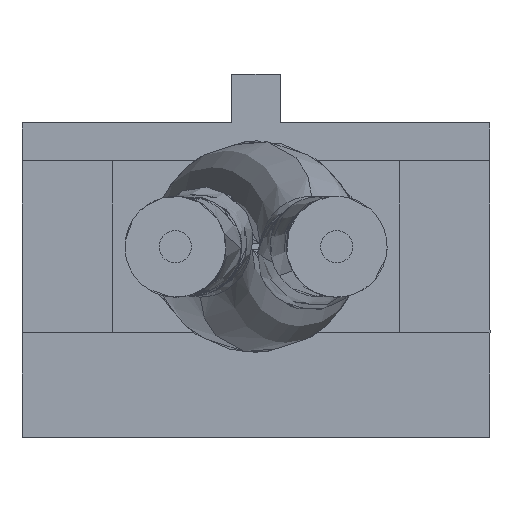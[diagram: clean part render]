
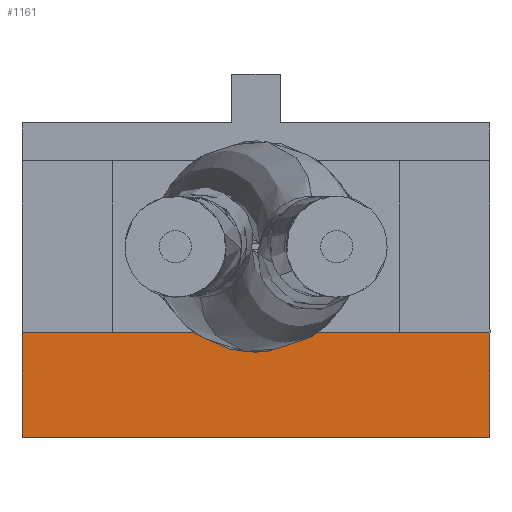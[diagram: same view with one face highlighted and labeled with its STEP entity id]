
A CAD part, front view. The second image highlights one B-rep face of the part: STEP entity #1161.
In plain terms, the highlighted face is planar.
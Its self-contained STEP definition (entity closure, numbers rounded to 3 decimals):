
#381 = CARTESIAN_POINT ( 'NONE',  ( -2.475, 1.875, -2.925 ) ) ;
#502 = DIRECTION ( 'NONE',  ( 1., 0., 0. ) ) ;
#510 = ORIENTED_EDGE ( 'NONE', *, *, #6206, .F. ) ;
#557 = ORIENTED_EDGE ( 'NONE', *, *, #2063, .F. ) ;
#765 = DIRECTION ( 'NONE',  ( -1., 0., 0. ) ) ;
#817 = EDGE_CURVE ( 'NONE', #1883, #3081, #3000, .T. ) ;
#1012 = LINE ( 'NONE', #4159, #2289 ) ;
#1085 = EDGE_CURVE ( 'NONE', #3081, #4051, #3901, .T. ) ;
#1090 = CARTESIAN_POINT ( 'NONE',  ( -5.15, 1.875, -2.925 ) ) ;
#1161 = ADVANCED_FACE ( 'NONE', ( #1168 ), #2288, .F. ) ;
#1168 = FACE_OUTER_BOUND ( 'NONE', #5922, .T. ) ;
#1238 = CARTESIAN_POINT ( 'NONE',  ( -5.15, 1.875, -2.925 ) ) ;
#1358 = ORIENTED_EDGE ( 'NONE', *, *, #817, .F. ) ;
#1401 = CARTESIAN_POINT ( 'NONE',  ( -5.15, 1.875, -2.925 ) ) ;
#1461 = LINE ( 'NONE', #1589, #4044 ) ;
#1560 = CARTESIAN_POINT ( 'NONE',  ( -5.15, 0.575, -2.925 ) ) ;
#1585 = LINE ( 'NONE', #1969, #4170 ) ;
#1589 = CARTESIAN_POINT ( 'NONE',  ( -5.15, 1.875, -2.925 ) ) ;
#1711 = VECTOR ( 'NONE', #2040, 1000. ) ;
#1755 = AXIS2_PLACEMENT_3D ( 'NONE', #5280, #5305, #502 ) ;
#1883 = VERTEX_POINT ( 'NONE', #6050 ) ;
#1969 = CARTESIAN_POINT ( 'NONE',  ( -5.15, 1.875, -2.925 ) ) ;
#2040 = DIRECTION ( 'NONE',  ( -1., 0., 0. ) ) ;
#2063 = EDGE_CURVE ( 'NONE', #5540, #5949, #5523, .T. ) ;
#2085 = DIRECTION ( 'NONE',  ( -1., 0., 0. ) ) ;
#2288 = PLANE ( 'NONE',  #1755 ) ;
#2289 = VECTOR ( 'NONE', #765, 1000. ) ;
#2369 = DIRECTION ( 'NONE',  ( 0., -1., 0. ) ) ;
#2431 = EDGE_CURVE ( 'NONE', #3758, #1883, #1461, .T. ) ;
#2454 = DIRECTION ( 'NONE',  ( -1., 0., 0. ) ) ;
#2463 = ORIENTED_EDGE ( 'NONE', *, *, #2506, .F. ) ;
#2495 = CARTESIAN_POINT ( 'NONE',  ( -2.025, 1.875, -2.925 ) ) ;
#2506 = EDGE_CURVE ( 'NONE', #5749, #6286, #1012, .T. ) ;
#2934 = VECTOR ( 'NONE', #3480, 1000. ) ;
#3000 = LINE ( 'NONE', #1401, #1711 ) ;
#3081 = VERTEX_POINT ( 'NONE', #1090 ) ;
#3107 = ORIENTED_EDGE ( 'NONE', *, *, #4138, .T. ) ;
#3369 = LINE ( 'NONE', #1560, #4658 ) ;
#3480 = DIRECTION ( 'NONE',  ( 0., 1., 0. ) ) ;
#3562 = DIRECTION ( 'NONE',  ( -1., 0., 0. ) ) ;
#3758 = VERTEX_POINT ( 'NONE', #381 ) ;
#3901 = LINE ( 'NONE', #5701, #5182 ) ;
#4044 = VECTOR ( 'NONE', #2085, 1000. ) ;
#4051 = VERTEX_POINT ( 'NONE', #5469 ) ;
#4129 = ORIENTED_EDGE ( 'NONE', *, *, #2431, .F. ) ;
#4138 = EDGE_CURVE ( 'NONE', #5540, #4051, #3369, .T. ) ;
#4159 = CARTESIAN_POINT ( 'NONE',  ( -5.15, 1.875, -2.925 ) ) ;
#4170 = VECTOR ( 'NONE', #2454, 1000. ) ;
#4569 = VECTOR ( 'NONE', #4625, 1000. ) ;
#4583 = ORIENTED_EDGE ( 'NONE', *, *, #1085, .F. ) ;
#4625 = DIRECTION ( 'NONE',  ( -1., 0., 0. ) ) ;
#4633 = CARTESIAN_POINT ( 'NONE',  ( 0.65, 0.575, -2.925 ) ) ;
#4658 = VECTOR ( 'NONE', #3562, 1000. ) ;
#5010 = CARTESIAN_POINT ( 'NONE',  ( -0.475, 1.875, -2.925 ) ) ;
#5128 = CARTESIAN_POINT ( 'NONE',  ( 0.65, 1.875, -2.925 ) ) ;
#5182 = VECTOR ( 'NONE', #2369, 1000. ) ;
#5280 = CARTESIAN_POINT ( 'NONE',  ( -5.15, 1.875, -2.925 ) ) ;
#5305 = DIRECTION ( 'NONE',  ( 0., 0., 1. ) ) ;
#5436 = EDGE_CURVE ( 'NONE', #6286, #3758, #5714, .T. ) ;
#5469 = CARTESIAN_POINT ( 'NONE',  ( -5.15, 0.575, -2.925 ) ) ;
#5513 = ORIENTED_EDGE ( 'NONE', *, *, #5436, .F. ) ;
#5523 = LINE ( 'NONE', #5880, #2934 ) ;
#5540 = VERTEX_POINT ( 'NONE', #4633 ) ;
#5701 = CARTESIAN_POINT ( 'NONE',  ( -5.15, 1.875, -2.925 ) ) ;
#5714 = LINE ( 'NONE', #1238, #4569 ) ;
#5749 = VERTEX_POINT ( 'NONE', #5010 ) ;
#5880 = CARTESIAN_POINT ( 'NONE',  ( 0.65, 1.875, -2.925 ) ) ;
#5922 = EDGE_LOOP ( 'NONE', ( #3107, #4583, #1358, #4129, #5513, #2463, #510, #557 ) ) ;
#5949 = VERTEX_POINT ( 'NONE', #5128 ) ;
#6050 = CARTESIAN_POINT ( 'NONE',  ( -4.025, 1.875, -2.925 ) ) ;
#6206 = EDGE_CURVE ( 'NONE', #5949, #5749, #1585, .T. ) ;
#6286 = VERTEX_POINT ( 'NONE', #2495 ) ;
